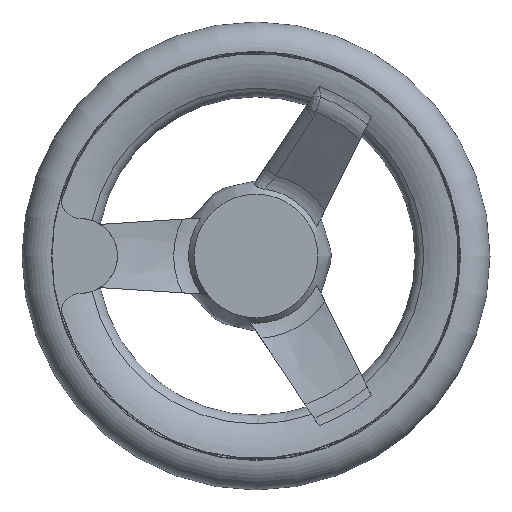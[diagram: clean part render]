
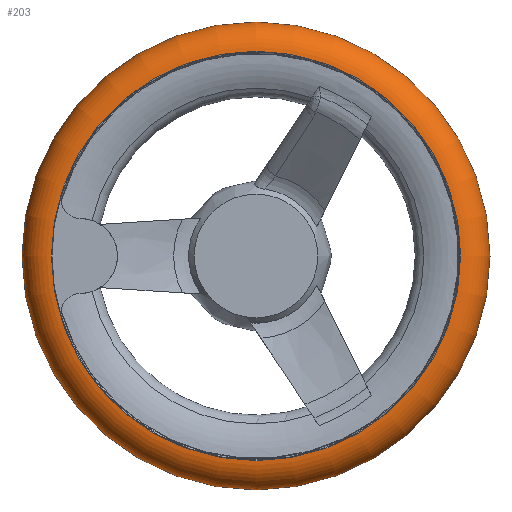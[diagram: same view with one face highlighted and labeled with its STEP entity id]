
A CAD part, left-side view. The second image highlights one B-rep face of the part: STEP entity #203.
In plain terms, the highlighted toroidal (fillet/blend) face has major radius 54.5 mm and minor radius 8 mm.
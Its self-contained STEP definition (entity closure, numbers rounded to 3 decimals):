
#132=FACE_BOUND('',#362,.T.);
#133=FACE_BOUND('',#363,.T.);
#203=ADVANCED_FACE('',(#132,#133),#274,.T.);
#274=TOROIDAL_SURFACE('',#1329,54.5,8.);
#362=EDGE_LOOP('',(#575));
#363=EDGE_LOOP('',(#576));
#462=CIRCLE('',#1326,54.649);
#463=CIRCLE('',#1328,54.649);
#575=ORIENTED_EDGE('',*,*,#1056,.F.);
#576=ORIENTED_EDGE('',*,*,#1057,.T.);
#923=VERTEX_POINT('',#1921);
#924=VERTEX_POINT('',#1924);
#1056=EDGE_CURVE('',#923,#923,#462,.T.);
#1057=EDGE_CURVE('',#924,#924,#463,.T.);
#1326=AXIS2_PLACEMENT_3D('',#1920,#1474,#1475);
#1328=AXIS2_PLACEMENT_3D('',#1923,#1478,#1479);
#1329=AXIS2_PLACEMENT_3D('',#1925,#1480,#1481);
#1474=DIRECTION('',(1.,0.,0.));
#1475=DIRECTION('',(0.,0.,-1.));
#1478=DIRECTION('',(1.,0.,0.));
#1479=DIRECTION('',(0.,0.,-1.));
#1480=DIRECTION('',(1.,0.,0.));
#1481=DIRECTION('',(0.,0.,-1.));
#1920=CARTESIAN_POINT('',(218.842,85.965,0.));
#1921=CARTESIAN_POINT('',(218.842,85.965,-54.649));
#1923=CARTESIAN_POINT('',(202.845,85.965,0.));
#1924=CARTESIAN_POINT('',(202.845,85.965,-54.649));
#1925=CARTESIAN_POINT('',(210.843,85.965,0.));
